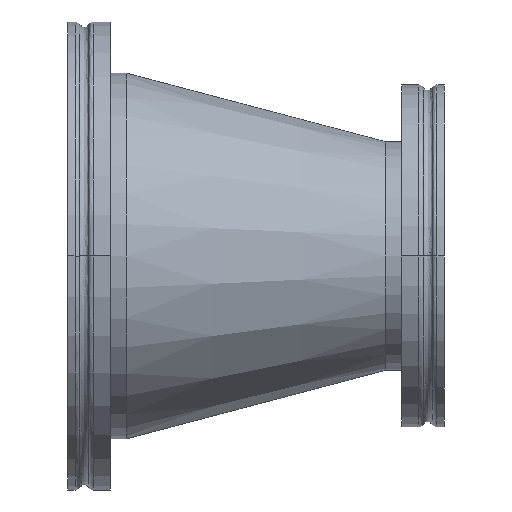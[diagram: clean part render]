
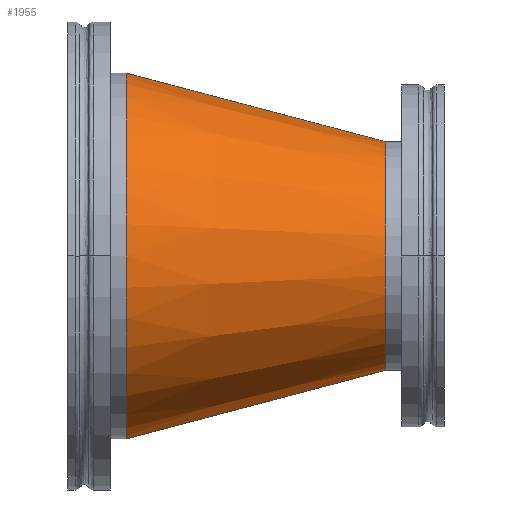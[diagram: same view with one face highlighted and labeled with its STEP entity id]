
A CAD part, front view. The second image highlights one B-rep face of the part: STEP entity #1955.
In plain terms, the highlighted conical face has half-angle 14.8 degrees and reference radius 50.8 mm.
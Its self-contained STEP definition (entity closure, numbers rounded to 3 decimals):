
#126 = CARTESIAN_POINT ( 'NONE',  ( 10., 0., 50.8 ) ) ;
#185 = EDGE_CURVE ( 'NONE', #2893, #2882, #1749, .T. ) ;
#292 = AXIS2_PLACEMENT_3D ( 'NONE', #1598, #1823, #2933 ) ;
#302 = EDGE_CURVE ( 'NONE', #2882, #1861, #1963, .T. ) ;
#391 = DIRECTION ( 'NONE',  ( -1., 0., 0. ) ) ;
#438 = ORIENTED_EDGE ( 'NONE', *, *, #185, .T. ) ;
#455 = CIRCLE ( 'NONE', #292, 50.8 ) ;
#487 = ORIENTED_EDGE ( 'NONE', *, *, #1253, .F. ) ;
#565 = EDGE_CURVE ( 'NONE', #1861, #713, #455, .T. ) ;
#649 = FACE_OUTER_BOUND ( 'NONE', #2150, .T. ) ;
#713 = VERTEX_POINT ( 'NONE', #1263 ) ;
#753 = DIRECTION ( 'NONE',  ( -0.967, 0., -0.255 ) ) ;
#937 = CARTESIAN_POINT ( 'NONE',  ( 10., 0., -50.8 ) ) ;
#1116 = DIRECTION ( 'NONE',  ( -1., 0., 0. ) ) ;
#1253 = EDGE_CURVE ( 'NONE', #2893, #713, #2881, .T. ) ;
#1263 = CARTESIAN_POINT ( 'NONE',  ( 10., 0., -50.8 ) ) ;
#1386 = DIRECTION ( 'NONE',  ( 0., 0., 1. ) ) ;
#1443 = CARTESIAN_POINT ( 'NONE',  ( 82.1, 0., -31.75 ) ) ;
#1598 = CARTESIAN_POINT ( 'NONE',  ( 10., 0., 0. ) ) ;
#1725 = ORIENTED_EDGE ( 'NONE', *, *, #302, .T. ) ;
#1749 = CIRCLE ( 'NONE', #2106, 31.75 ) ;
#1823 = DIRECTION ( 'NONE',  ( 1., 0., 0. ) ) ;
#1861 = VERTEX_POINT ( 'NONE', #126 ) ;
#1926 = AXIS2_PLACEMENT_3D ( 'NONE', #3424, #391, #2853 ) ;
#1955 = ADVANCED_FACE ( 'NONE', ( #649 ), #2094, .T. ) ;
#1963 = LINE ( 'NONE', #2595, #2044 ) ;
#2044 = VECTOR ( 'NONE', #2892, 1000. ) ;
#2063 = CARTESIAN_POINT ( 'NONE',  ( 82.1, 0., 31.75 ) ) ;
#2094 = CONICAL_SURFACE ( 'NONE', #1926, 50.8, 0.258 ) ;
#2106 = AXIS2_PLACEMENT_3D ( 'NONE', #2765, #1116, #1386 ) ;
#2150 = EDGE_LOOP ( 'NONE', ( #487, #438, #1725, #2434 ) ) ;
#2434 = ORIENTED_EDGE ( 'NONE', *, *, #565, .T. ) ;
#2595 = CARTESIAN_POINT ( 'NONE',  ( 10., 0., 50.8 ) ) ;
#2765 = CARTESIAN_POINT ( 'NONE',  ( 82.1, 0., 0. ) ) ;
#2853 = DIRECTION ( 'NONE',  ( 0., 0., 1. ) ) ;
#2881 = LINE ( 'NONE', #937, #2983 ) ;
#2882 = VERTEX_POINT ( 'NONE', #2063 ) ;
#2892 = DIRECTION ( 'NONE',  ( -0.967, 0., 0.255 ) ) ;
#2893 = VERTEX_POINT ( 'NONE', #1443 ) ;
#2933 = DIRECTION ( 'NONE',  ( 0., 0., 1. ) ) ;
#2983 = VECTOR ( 'NONE', #753, 1000. ) ;
#3424 = CARTESIAN_POINT ( 'NONE',  ( 10., 0., 0. ) ) ;
